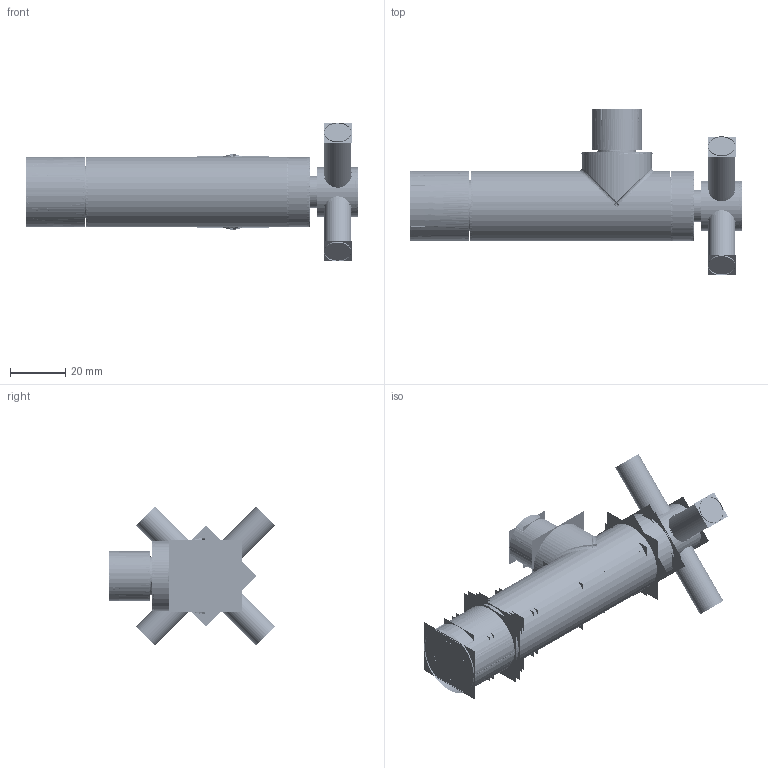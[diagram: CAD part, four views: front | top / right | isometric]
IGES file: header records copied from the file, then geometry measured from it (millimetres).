
Start section:  PTC IGES file: 403x-1.igs
Global section: file name: 403x-1.igs; native system: Creo Parametric by PTC Inc.; preprocessor: 2018500; author: NSantos; organization: Unknown; date: 20210614.180033; units: inch
Bounding box: 120.69 x 60.59 x 50.5 mm (x, y, z)
Surface area: 1547657 mm2 (no closed solid volume)
Topology: 0 solids, 0 shells, 2150 faces, 37373 edges, 49585 vertices
Faces by surface type: revolution 1322, bspline 828
